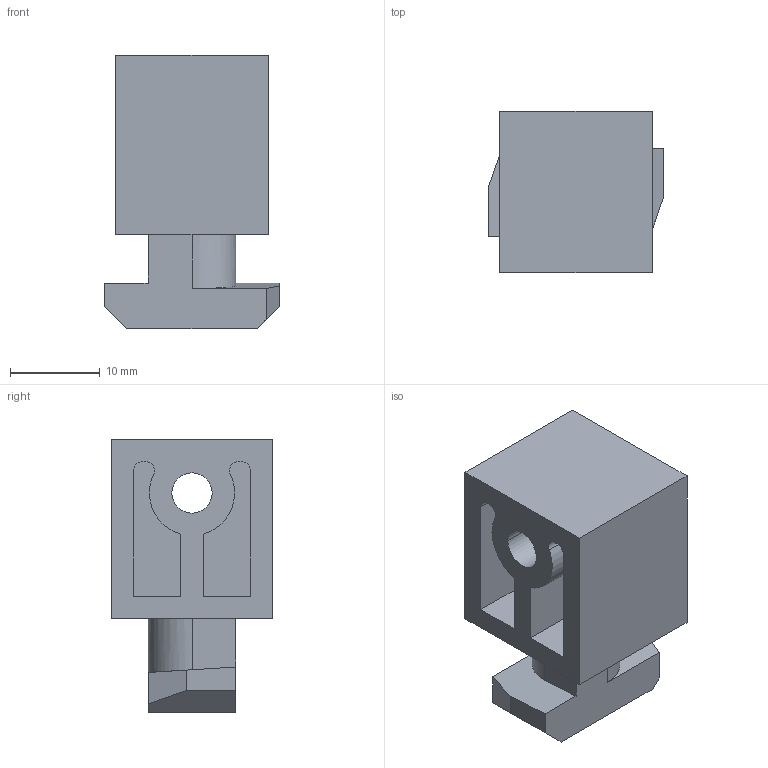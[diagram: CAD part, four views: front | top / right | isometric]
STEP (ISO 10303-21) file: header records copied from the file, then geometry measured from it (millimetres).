
FILE_DESCRIPTION((''),'2;1');
FILE_NAME('12067_NOSILEC_POLNILA_U10','2022-09-19T07:37:45',('PredragRovcanin'),('Audax d.o.o.'),'CREO PARAMETRIC BY PTC INC, 2020281','CREO PARAMETRIC BY PTC INC, 2020281','');
FILE_SCHEMA(('AP242_MANAGED_MODEL_BASED_3D_ENGINEERING_MIM_LF { 1 0 10303 442 1 1 4 }'));
Length unit declared in the file: millimetre
Products named in the file (1): 12067_NOSILEC_POLNILA_U10
Bounding box: 19.5 x 18 x 30.5 mm (x, y, z)
Volume: 5736.3 mm3; surface area: 3852.4 mm2
Topology: 1 solids, 1 shells, 55 faces, 145 edges, 98 vertices
Faces by surface type: plane 39, cylinder 16
Entity records: 2701 total; most frequent: CARTESIAN_POINT 331, COLOUR_RGB 318, DIRECTION 311, ORIENTED_EDGE 288, PRESENTATION_STYLE_ASSIGNMENT 150, STYLED_ITEM 150, CURVE_STYLE 145, EDGE_CURVE 144
